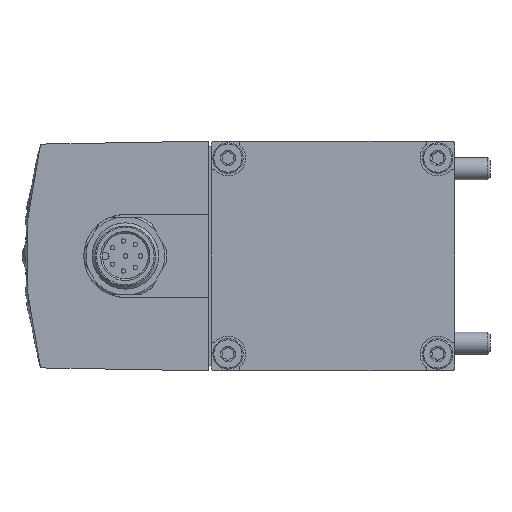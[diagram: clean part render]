
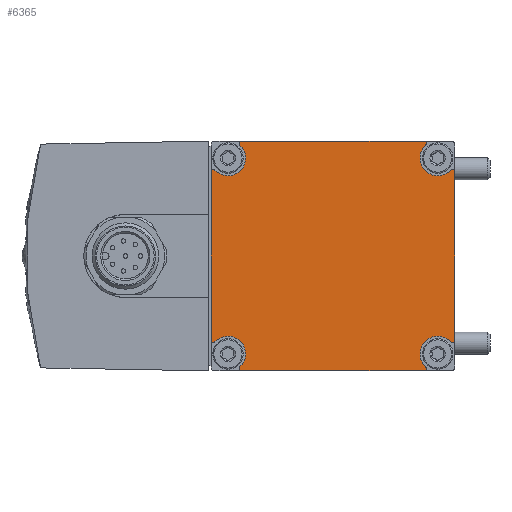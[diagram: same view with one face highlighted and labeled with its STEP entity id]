
A CAD part, left-side view. The second image highlights one B-rep face of the part: STEP entity #6365.
In plain terms, the highlighted planar face has unit normal (-1, 0, 0).
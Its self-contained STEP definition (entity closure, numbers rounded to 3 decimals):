
#273=CIRCLE('',#6700,0.4);
#274=CIRCLE('',#6701,3.2);
#275=CIRCLE('',#6702,0.4);
#276=CIRCLE('',#6703,0.4);
#277=CIRCLE('',#6704,3.2);
#278=CIRCLE('',#6705,0.4);
#279=CIRCLE('',#6706,0.4);
#280=CIRCLE('',#6707,3.2);
#281=CIRCLE('',#6708,0.4);
#282=CIRCLE('',#6709,0.4);
#283=CIRCLE('',#6710,3.2);
#284=CIRCLE('',#6711,0.4);
#561=ORIENTED_EDGE('',*,*,#1790,.F.);
#562=ORIENTED_EDGE('',*,*,#1791,.F.);
#563=ORIENTED_EDGE('',*,*,#1792,.T.);
#564=ORIENTED_EDGE('',*,*,#1793,.F.);
#565=ORIENTED_EDGE('',*,*,#1794,.F.);
#566=ORIENTED_EDGE('',*,*,#1795,.F.);
#567=ORIENTED_EDGE('',*,*,#1796,.T.);
#568=ORIENTED_EDGE('',*,*,#1797,.F.);
#569=ORIENTED_EDGE('',*,*,#1798,.F.);
#570=ORIENTED_EDGE('',*,*,#1799,.F.);
#571=ORIENTED_EDGE('',*,*,#1800,.T.);
#572=ORIENTED_EDGE('',*,*,#1801,.F.);
#573=ORIENTED_EDGE('',*,*,#1802,.F.);
#574=ORIENTED_EDGE('',*,*,#1803,.F.);
#575=ORIENTED_EDGE('',*,*,#1804,.T.);
#576=ORIENTED_EDGE('',*,*,#1805,.F.);
#1790=EDGE_CURVE('',#2389,#2390,#2756,.T.);
#1791=EDGE_CURVE('',#2391,#2389,#273,.T.);
#1792=EDGE_CURVE('',#2391,#2392,#274,.T.);
#1793=EDGE_CURVE('',#2393,#2392,#275,.T.);
#1794=EDGE_CURVE('',#2394,#2393,#2757,.T.);
#1795=EDGE_CURVE('',#2395,#2394,#276,.T.);
#1796=EDGE_CURVE('',#2395,#2396,#277,.T.);
#1797=EDGE_CURVE('',#2397,#2396,#278,.T.);
#1798=EDGE_CURVE('',#2398,#2397,#2758,.T.);
#1799=EDGE_CURVE('',#2399,#2398,#279,.T.);
#1800=EDGE_CURVE('',#2399,#2400,#280,.T.);
#1801=EDGE_CURVE('',#2401,#2400,#281,.T.);
#1802=EDGE_CURVE('',#2402,#2401,#2759,.T.);
#1803=EDGE_CURVE('',#2403,#2402,#282,.T.);
#1804=EDGE_CURVE('',#2403,#2404,#283,.T.);
#1805=EDGE_CURVE('',#2390,#2404,#284,.T.);
#2389=VERTEX_POINT('',#8950);
#2390=VERTEX_POINT('',#8951);
#2391=VERTEX_POINT('',#8953);
#2392=VERTEX_POINT('',#8955);
#2393=VERTEX_POINT('',#8957);
#2394=VERTEX_POINT('',#8959);
#2395=VERTEX_POINT('',#8961);
#2396=VERTEX_POINT('',#8963);
#2397=VERTEX_POINT('',#8965);
#2398=VERTEX_POINT('',#8967);
#2399=VERTEX_POINT('',#8969);
#2400=VERTEX_POINT('',#8971);
#2401=VERTEX_POINT('',#8973);
#2402=VERTEX_POINT('',#8975);
#2403=VERTEX_POINT('',#8977);
#2404=VERTEX_POINT('',#8979);
#2756=LINE('',#8949,#3073);
#2757=LINE('',#8958,#3074);
#2758=LINE('',#8966,#3075);
#2759=LINE('',#8974,#3076);
#3073=VECTOR('',#7318,1000.);
#3074=VECTOR('',#7325,1000.);
#3075=VECTOR('',#7332,1000.);
#3076=VECTOR('',#7339,1000.);
#3407=EDGE_LOOP('',(#561,#562,#563,#564,#565,#566,#567,#568,#569,#570,#571,
#572,#573,#574,#575,#576));
#3794=FACE_BOUND('',#3407,.T.);
#4144=PLANE('',#6699);
#6365=ADVANCED_FACE('',(#3794),#4144,.F.);
#6699=AXIS2_PLACEMENT_3D('',#8948,#7316,#7317);
#6700=AXIS2_PLACEMENT_3D('',#8952,#7319,#7320);
#6701=AXIS2_PLACEMENT_3D('',#8954,#7321,#7322);
#6702=AXIS2_PLACEMENT_3D('',#8956,#7323,#7324);
#6703=AXIS2_PLACEMENT_3D('',#8960,#7326,#7327);
#6704=AXIS2_PLACEMENT_3D('',#8962,#7328,#7329);
#6705=AXIS2_PLACEMENT_3D('',#8964,#7330,#7331);
#6706=AXIS2_PLACEMENT_3D('',#8968,#7333,#7334);
#6707=AXIS2_PLACEMENT_3D('',#8970,#7335,#7336);
#6708=AXIS2_PLACEMENT_3D('',#8972,#7337,#7338);
#6709=AXIS2_PLACEMENT_3D('',#8976,#7340,#7341);
#6710=AXIS2_PLACEMENT_3D('',#8978,#7342,#7343);
#6711=AXIS2_PLACEMENT_3D('',#8980,#7344,#7345);
#7316=DIRECTION('',(1.,0.,0.));
#7317=DIRECTION('',(0.,0.,-1.));
#7318=DIRECTION('',(0.,0.,1.));
#7319=DIRECTION('',(1.,0.,0.));
#7320=DIRECTION('',(0.,0.,-1.));
#7321=DIRECTION('',(1.,0.,0.));
#7322=DIRECTION('',(0.,0.,-1.));
#7323=DIRECTION('',(1.,0.,0.));
#7324=DIRECTION('',(0.,0.,-1.));
#7325=DIRECTION('',(0.,1.,0.));
#7326=DIRECTION('',(1.,0.,0.));
#7327=DIRECTION('',(0.,0.,-1.));
#7328=DIRECTION('',(1.,0.,0.));
#7329=DIRECTION('',(0.,0.,-1.));
#7330=DIRECTION('',(1.,0.,0.));
#7331=DIRECTION('',(0.,0.,-1.));
#7332=DIRECTION('',(0.,0.,-1.));
#7333=DIRECTION('',(1.,0.,0.));
#7334=DIRECTION('',(0.,0.,-1.));
#7335=DIRECTION('',(1.,0.,0.));
#7336=DIRECTION('',(0.,0.,-1.));
#7337=DIRECTION('',(1.,0.,0.));
#7338=DIRECTION('',(0.,0.,-1.));
#7339=DIRECTION('',(0.,-1.,0.));
#7340=DIRECTION('',(1.,0.,0.));
#7341=DIRECTION('',(0.,0.,-1.));
#7342=DIRECTION('',(1.,0.,0.));
#7343=DIRECTION('',(0.,0.,-1.));
#7344=DIRECTION('',(1.,0.,0.));
#7345=DIRECTION('',(0.,0.,-1.));
#8948=CARTESIAN_POINT('',(-110.4,43.5,20.25));
#8949=CARTESIAN_POINT('',(-110.4,44.,-20.25));
#8950=CARTESIAN_POINT('',(-110.4,44.,-15.263));
#8951=CARTESIAN_POINT('',(-110.4,44.,15.263));
#8952=CARTESIAN_POINT('',(-110.4,43.6,-15.263));
#8953=CARTESIAN_POINT('',(-110.4,43.306,-15.534));
#8954=CARTESIAN_POINT('',(-110.4,40.95,-17.7));
#8955=CARTESIAN_POINT('',(-110.4,38.784,-20.056));
#8956=CARTESIAN_POINT('',(-110.4,38.513,-20.35));
#8957=CARTESIAN_POINT('',(-110.4,38.513,-20.75));
#8958=CARTESIAN_POINT('',(-110.4,0.5,-20.75));
#8959=CARTESIAN_POINT('',(-110.4,5.487,-20.75));
#8960=CARTESIAN_POINT('',(-110.4,5.487,-20.35));
#8961=CARTESIAN_POINT('',(-110.4,5.216,-20.056));
#8962=CARTESIAN_POINT('',(-110.4,3.05,-17.7));
#8963=CARTESIAN_POINT('',(-110.4,0.694,-15.534));
#8964=CARTESIAN_POINT('',(-110.4,0.4,-15.263));
#8965=CARTESIAN_POINT('',(-110.4,0.,-15.263));
#8966=CARTESIAN_POINT('',(-110.4,0.,20.25));
#8967=CARTESIAN_POINT('',(-110.4,0.,15.263));
#8968=CARTESIAN_POINT('',(-110.4,0.4,15.263));
#8969=CARTESIAN_POINT('',(-110.4,0.694,15.534));
#8970=CARTESIAN_POINT('',(-110.4,3.05,17.7));
#8971=CARTESIAN_POINT('',(-110.4,5.216,20.056));
#8972=CARTESIAN_POINT('',(-110.4,5.487,20.35));
#8973=CARTESIAN_POINT('',(-110.4,5.487,20.75));
#8974=CARTESIAN_POINT('',(-110.4,43.5,20.75));
#8975=CARTESIAN_POINT('',(-110.4,38.513,20.75));
#8976=CARTESIAN_POINT('',(-110.4,38.513,20.35));
#8977=CARTESIAN_POINT('',(-110.4,38.784,20.056));
#8978=CARTESIAN_POINT('',(-110.4,40.95,17.7));
#8979=CARTESIAN_POINT('',(-110.4,43.306,15.534));
#8980=CARTESIAN_POINT('',(-110.4,43.6,15.263));
